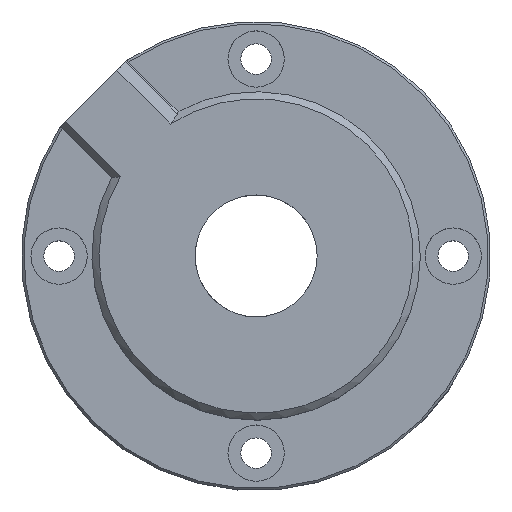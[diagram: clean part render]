
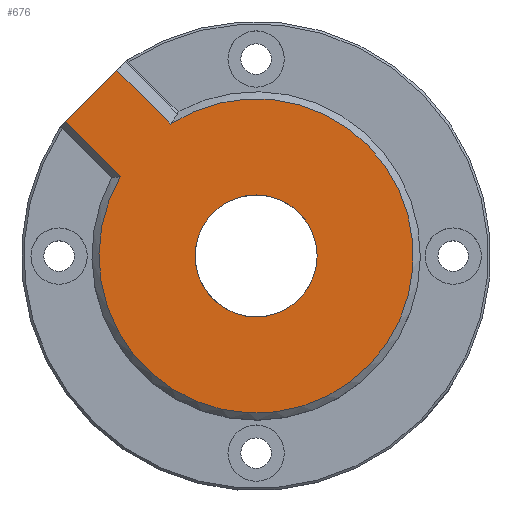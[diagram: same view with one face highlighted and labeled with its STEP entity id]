
A CAD part, top view. The second image highlights one B-rep face of the part: STEP entity #676.
In plain terms, the highlighted planar face has unit normal (0, 0, 1).
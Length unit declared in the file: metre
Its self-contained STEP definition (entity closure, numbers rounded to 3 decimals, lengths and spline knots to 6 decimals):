
#38=CIRCLE('',#695,0.013);
#68=CIRCLE('',#759,0.0335);
#229=ORIENTED_EDGE('',*,*,#247,.T.);
#230=ORIENTED_EDGE('',*,*,#304,.F.);
#231=ORIENTED_EDGE('',*,*,#320,.F.);
#232=ORIENTED_EDGE('',*,*,#319,.F.);
#233=ORIENTED_EDGE('',*,*,#317,.F.);
#247=EDGE_CURVE('',#329,#329,#38,.T.);
#304=EDGE_CURVE('',#375,#376,#68,.T.);
#317=EDGE_CURVE('',#376,#381,#421,.T.);
#319=EDGE_CURVE('',#381,#382,#423,.T.);
#320=EDGE_CURVE('',#382,#375,#424,.T.);
#329=VERTEX_POINT('',#1005);
#375=VERTEX_POINT('',#1140);
#376=VERTEX_POINT('',#1141);
#381=VERTEX_POINT('',#1165);
#382=VERTEX_POINT('',#1169);
#421=LINE('',#1166,#463);
#423=LINE('',#1170,#465);
#424=LINE('',#1172,#466);
#463=VECTOR('',#968,1.);
#465=VECTOR('',#972,1.);
#466=VECTOR('',#975,1.);
#537=EDGE_LOOP('',(#229));
#538=EDGE_LOOP('',(#230,#231,#232,#233));
#610=FACE_BOUND('',#537,.T.);
#611=FACE_BOUND('',#538,.T.);
#634=PLANE('',#770);
#676=ADVANCED_FACE('',(#610,#611),#634,.T.);
#695=AXIS2_PLACEMENT_3D('',#1004,#788,#789);
#759=AXIS2_PLACEMENT_3D('',#1139,#941,#942);
#770=AXIS2_PLACEMENT_3D('',#1171,#973,#974);
#788=DIRECTION('',(0.,0.,-1.));
#789=DIRECTION('',(1.,0.,0.));
#941=DIRECTION('',(0.,0.,-1.));
#942=DIRECTION('',(1.,0.,0.));
#968=DIRECTION('',(-0.707,0.707,0.));
#972=DIRECTION('',(0.707,0.707,0.));
#973=DIRECTION('',(0.,0.,1.));
#974=DIRECTION('',(1.,0.,0.));
#975=DIRECTION('',(0.707,-0.707,0.));
#1004=CARTESIAN_POINT('',(0.,0.,0.0266));
#1005=CARTESIAN_POINT('',(0.013,0.,0.0266));
#1139=CARTESIAN_POINT('',(0.,0.,0.0266));
#1140=CARTESIAN_POINT('',(-0.018215,0.028115,0.0266));
#1141=CARTESIAN_POINT('',(-0.028923,0.016902,0.0266));
#1165=CARTESIAN_POINT('',(-0.040651,0.028631,0.0266));
#1166=CARTESIAN_POINT('',(-0.014619,0.002598,0.0266));
#1169=CARTESIAN_POINT('',(-0.029691,0.039591,0.0266));
#1170=CARTESIAN_POINT('',(-0.027855,0.041427,0.0266));
#1171=CARTESIAN_POINT('',(0.013,0.,0.0266));
#1172=CARTESIAN_POINT('',(0.001164,0.008735,0.0266));
